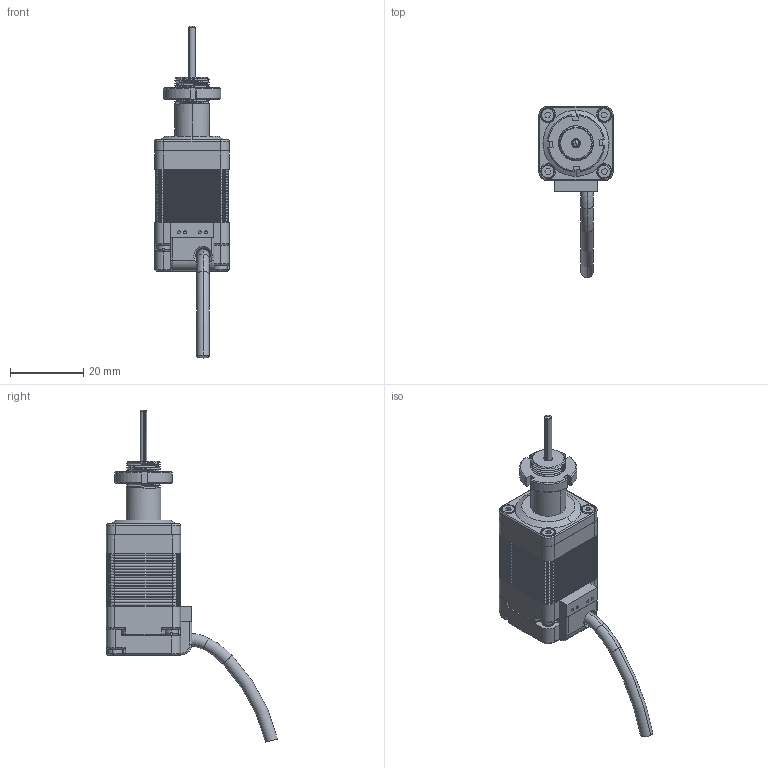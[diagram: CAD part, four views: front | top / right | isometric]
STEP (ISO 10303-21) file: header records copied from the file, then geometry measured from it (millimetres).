
FILE_DESCRIPTION (( 'STEP AP214' ), '1' );
FILE_NAME ('MP-21-1101X.STEP', '2023-02-28T19:55:07', ( '' ), ( '' ), 'SwSTEP 2.0', 'SolidWorks 2020', '' );
FILE_SCHEMA (( 'AUTOMOTIVE_DESIGN' ));
Length unit declared in the file: millimetre
Products named in the file (13): Bearing, Spline Bushing, MP-21; Spline, Cut, MP-21_32.5mm; MP-21-1101X; M2 3; cable; 410010 PCB, MP-21 Tactile Limit Switch; 430030-B MP-21 12mm, Front Plate; M2 28 pan; 130054-A Nut 375-40; 110013 Switch, Tactile, Omron B3FS; 430031-C Back plate; 130003 Leadscrew S8W1, Female_20mm - Tactile; 130005 Motor S8-NC_As Received
Assembly tree (16 placements, depth 2):
  MP-21-1101X
    430031-C Back plate
    430030-B MP-21 12mm, Front Plate
    M2 3  x4
    M2 28 pan  x2
    410010 PCB, MP-21 Tactile Limit Switch
    110013 Switch, Tactile, Omron B3FS
    130005 Motor S8-NC_As Received
    cable
    130054-A Nut 375-40
    130003 Leadscrew S8W1, Female_20mm - Tactile
    Spline, Cut, MP-21_32.5mm
    Bearing, Spline Bushing, MP-21
Bounding box: 20.2 x 46.61 x 90.36 mm (x, y, z)
Volume: 15405.5 mm3; surface area: 11013.4 mm2
Topology: 16 solids, 16 shells, 1283 faces, 2859 edges, 1648 vertices
Faces by surface type: cylinder 539, torus 344, plane 321, cone 60, sphere 13, bspline 6
Entity records: 38759 total; most frequent: CARTESIAN_POINT 7839, DIRECTION 6492, ORIENTED_EDGE 5368, AXIS2_PLACEMENT_3D 2686, EDGE_CURVE 2684, VERTEX_POINT 1547, CIRCLE 1467, EDGE_LOOP 1273
